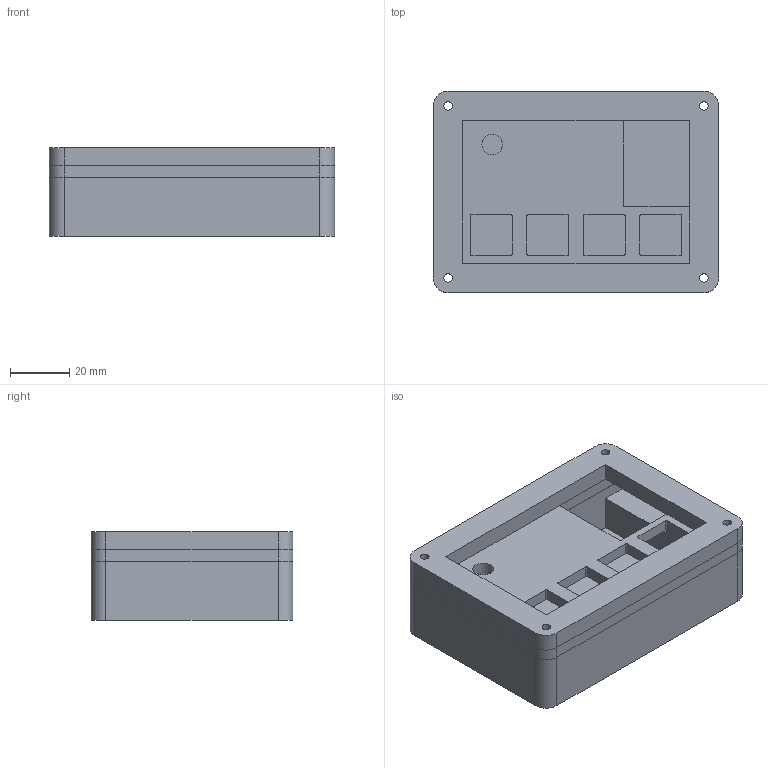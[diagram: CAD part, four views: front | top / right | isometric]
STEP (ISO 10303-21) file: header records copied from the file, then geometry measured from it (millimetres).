
FILE_DESCRIPTION(/* description */ ('','CAx-IF Rec.Pracs.---Representation and Presentation of Product Manufacturing Information (PMI)---4.0---2014-10-13'),/* implementation_level */ '2;1');
FILE_NAME(/* name */ 'hackpad_case v12.step',/* time_stamp */ '2025-02-20T22:27:19-06:00',/* author */ (''),/* organization */ (''),/* preprocessor_version */ 'ST-DEVELOPER v20',/* originating_system */ 'Autodesk Translation Framework v13.20.0.188',/* authorisation */ '');
FILE_SCHEMA (('AP242_MANAGED_MODEL_BASED_3D_ENGINEERING_MIM_LF { 1 0 10303 442 1 1 4 }'));
Length unit declared in the file: millimetre
Products named in the file (1): hackpad_case
Bounding box: 96.2 x 68 x 30 mm (x, y, z)
Volume: 106187.1 mm3; surface area: 45463.8 mm2
Topology: 3 solids, 3 shells, 371 faces, 1029 edges, 686 vertices
Faces by surface type: bspline 181, plane 149, cylinder 41
Full cylindrical faces by diameter (mm): 2.9 x12, 6.9 x1
Entity records: 13587 total; most frequent: CARTESIAN_POINT 5164, ORIENTED_EDGE 2058, DIRECTION 1131, EDGE_CURVE 1029, VERTEX_POINT 686, LINE 585, VECTOR 585, EDGE_LOOP 429
